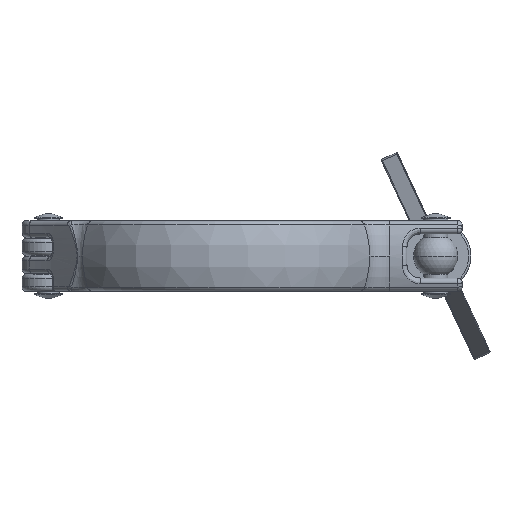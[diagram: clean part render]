
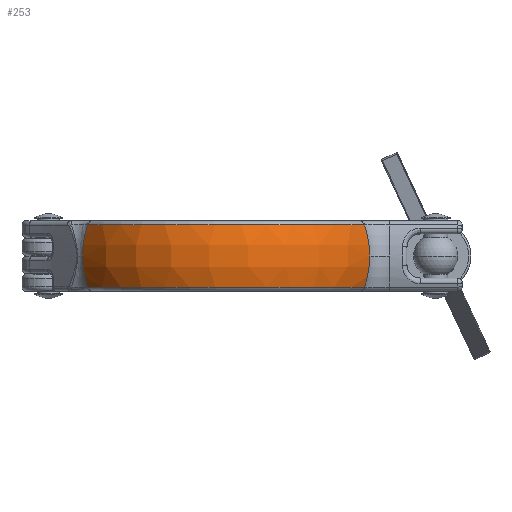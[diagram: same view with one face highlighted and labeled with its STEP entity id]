
A CAD part, front view. The second image highlights one B-rep face of the part: STEP entity #253.
In plain terms, the highlighted toroidal (fillet/blend) face has major radius 17 mm and minor radius 20 mm.
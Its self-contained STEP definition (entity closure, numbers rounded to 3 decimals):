
#30 = CIRCLE ( 'NONE', #9262, 20. ) ;
#253 = ADVANCED_FACE ( 'NONE', ( #12370 ), #6484, .T. ) ;
#286 = CARTESIAN_POINT ( 'NONE',  ( -14.722, -8.5, 0. ) ) ;
#494 = CIRCLE ( 'NONE', #14742, 20. ) ;
#697 = CARTESIAN_POINT ( 'NONE',  ( 31.86, -16.161, 7.027 ) ) ;
#820 = EDGE_CURVE ( 'NONE', #13861, #10410, #30, .T. ) ;
#836 = AXIS2_PLACEMENT_3D ( 'NONE', #2767, #5488, #5566 ) ;
#965 = VERTEX_POINT ( 'NONE', #1039 ) ;
#974 = DIRECTION ( 'NONE',  ( 0., 0., 1. ) ) ;
#1039 = CARTESIAN_POINT ( 'NONE',  ( -30.939, -17.862, -7.027 ) ) ;
#1162 = CARTESIAN_POINT ( 'NONE',  ( 0., 0., 7.027 ) ) ;
#1346 = DIRECTION ( 'NONE',  ( 0.5, -0.866, 0. ) ) ;
#2637 = DIRECTION ( 'NONE',  ( 1., 0., 0. ) ) ;
#2767 = CARTESIAN_POINT ( 'NONE',  ( -14.722, -8.5, 0. ) ) ;
#3072 = AXIS2_PLACEMENT_3D ( 'NONE', #13452, #974, #6984 ) ;
#3856 = DIRECTION ( 'NONE',  ( 0., 0., 1. ) ) ;
#5354 = ORIENTED_EDGE ( 'NONE', *, *, #12098, .T. ) ;
#5407 = ORIENTED_EDGE ( 'NONE', *, *, #820, .F. ) ;
#5488 = DIRECTION ( 'NONE',  ( 0.5, -0.866, 0. ) ) ;
#5566 = DIRECTION ( 'NONE',  ( 0., 0., -1. ) ) ;
#5724 = EDGE_CURVE ( 'NONE', #6920, #965, #6068, .T. ) ;
#5731 = CARTESIAN_POINT ( 'NONE',  ( 15.161, -7.69, 0. ) ) ;
#5778 = CARTESIAN_POINT ( 'NONE',  ( 32.998, -16.738, 0. ) ) ;
#5899 = DIRECTION ( 'NONE',  ( 0., 0., -1. ) ) ;
#5976 = CIRCLE ( 'NONE', #10999, 35.725 ) ;
#6068 = CIRCLE ( 'NONE', #836, 20. ) ;
#6184 = DIRECTION ( 'NONE',  ( 0., 0., 1. ) ) ;
#6484 = TOROIDAL_SURFACE ( 'NONE', #3072, 17., 20. ) ;
#6535 = CIRCLE ( 'NONE', #15019, 20. ) ;
#6538 = VERTEX_POINT ( 'NONE', #13935 ) ;
#6920 = VERTEX_POINT ( 'NONE', #8024 ) ;
#6984 = DIRECTION ( 'NONE',  ( 1., 0., 0. ) ) ;
#8024 = CARTESIAN_POINT ( 'NONE',  ( -32.043, -18.5, 0. ) ) ;
#8139 = ORIENTED_EDGE ( 'NONE', *, *, #13590, .F. ) ;
#8436 = EDGE_CURVE ( 'NONE', #6538, #11947, #9391, .T. ) ;
#9021 = DIRECTION ( 'NONE',  ( 0., 0., -1. ) ) ;
#9077 = ORIENTED_EDGE ( 'NONE', *, *, #10998, .T. ) ;
#9262 = AXIS2_PLACEMENT_3D ( 'NONE', #15389, #14238, #11669 ) ;
#9391 = CIRCLE ( 'NONE', #10721, 35.725 ) ;
#10303 = EDGE_LOOP ( 'NONE', ( #9077, #14517, #5354, #5407, #8139, #10707 ) ) ;
#10410 = VERTEX_POINT ( 'NONE', #15365 ) ;
#10707 = ORIENTED_EDGE ( 'NONE', *, *, #8436, .F. ) ;
#10721 = AXIS2_PLACEMENT_3D ( 'NONE', #1162, #6184, #15059 ) ;
#10998 = EDGE_CURVE ( 'NONE', #6538, #6920, #6535, .T. ) ;
#10999 = AXIS2_PLACEMENT_3D ( 'NONE', #12554, #3856, #2637 ) ;
#11669 = DIRECTION ( 'NONE',  ( 0., 0., -1. ) ) ;
#11947 = VERTEX_POINT ( 'NONE', #697 ) ;
#12098 = EDGE_CURVE ( 'NONE', #965, #10410, #5976, .T. ) ;
#12370 = FACE_OUTER_BOUND ( 'NONE', #10303, .T. ) ;
#12491 = DIRECTION ( 'NONE',  ( 0.452, 0.892, 0. ) ) ;
#12554 = CARTESIAN_POINT ( 'NONE',  ( 0., 0., -7.027 ) ) ;
#13452 = CARTESIAN_POINT ( 'NONE',  ( 0., 0., 0. ) ) ;
#13590 = EDGE_CURVE ( 'NONE', #11947, #13861, #494, .T. ) ;
#13861 = VERTEX_POINT ( 'NONE', #5778 ) ;
#13935 = CARTESIAN_POINT ( 'NONE',  ( -30.939, -17.862, 7.027 ) ) ;
#14238 = DIRECTION ( 'NONE',  ( 0.452, 0.892, 0. ) ) ;
#14517 = ORIENTED_EDGE ( 'NONE', *, *, #5724, .T. ) ;
#14742 = AXIS2_PLACEMENT_3D ( 'NONE', #5731, #12491, #5899 ) ;
#15019 = AXIS2_PLACEMENT_3D ( 'NONE', #286, #1346, #9021 ) ;
#15059 = DIRECTION ( 'NONE',  ( 1., 0., 0. ) ) ;
#15365 = CARTESIAN_POINT ( 'NONE',  ( 31.86, -16.161, -7.027 ) ) ;
#15389 = CARTESIAN_POINT ( 'NONE',  ( 15.161, -7.69, 0. ) ) ;
